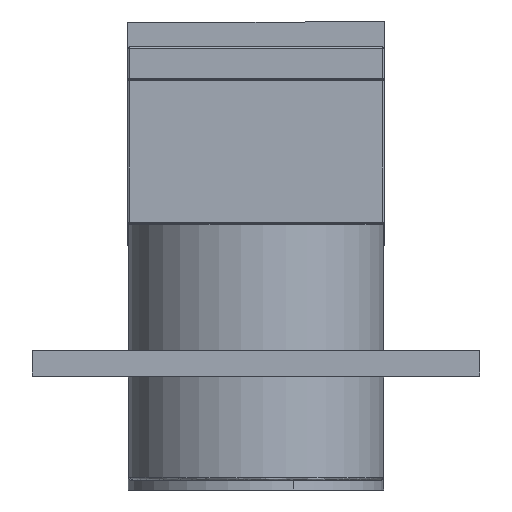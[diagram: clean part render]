
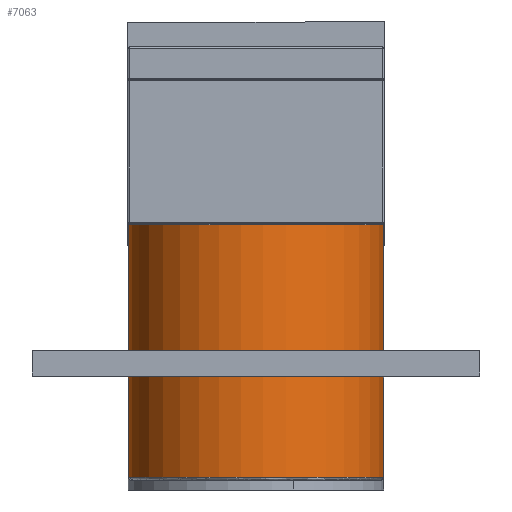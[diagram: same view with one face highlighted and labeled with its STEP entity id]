
A CAD part, front view. The second image highlights one B-rep face of the part: STEP entity #7063.
In plain terms, the highlighted cylindrical face has radius 20 mm (diameter 40 mm), a partial arc.
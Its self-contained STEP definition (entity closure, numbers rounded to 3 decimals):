
#87 = CIRCLE ( 'NONE', #5288, 20. ) ;
#576 = EDGE_LOOP ( 'NONE', ( #7431, #9843, #2906, #8614 ) ) ;
#771 = DIRECTION ( 'NONE',  ( 0., 0., -1. ) ) ;
#1354 = LINE ( 'NONE', #6783, #1491 ) ;
#1491 = VECTOR ( 'NONE', #7858, 1000. ) ;
#2115 = CARTESIAN_POINT ( 'NONE',  ( 0., 39.5, 20. ) ) ;
#2265 = LINE ( 'NONE', #6854, #4519 ) ;
#2544 = DIRECTION ( 'NONE',  ( 0., -1., 0. ) ) ;
#2906 = ORIENTED_EDGE ( 'NONE', *, *, #11148, .T. ) ;
#3018 = VERTEX_POINT ( 'NONE', #3084 ) ;
#3084 = CARTESIAN_POINT ( 'NONE',  ( 0., 0., -20. ) ) ;
#3550 = CARTESIAN_POINT ( 'NONE',  ( 0., 39.5, 0. ) ) ;
#4081 = DIRECTION ( 'NONE',  ( 0., -1., 0. ) ) ;
#4386 = DIRECTION ( 'NONE',  ( 0., -1., 0. ) ) ;
#4519 = VECTOR ( 'NONE', #4081, 1000. ) ;
#5288 = AXIS2_PLACEMENT_3D ( 'NONE', #7407, #5600, #6678 ) ;
#5600 = DIRECTION ( 'NONE',  ( 0., 1., 0. ) ) ;
#6412 = CARTESIAN_POINT ( 'NONE',  ( 0., 40., 0. ) ) ;
#6468 = DIRECTION ( 'NONE',  ( 0., 0., -1. ) ) ;
#6623 = CARTESIAN_POINT ( 'NONE',  ( 0., 39.5, -20. ) ) ;
#6678 = DIRECTION ( 'NONE',  ( 0., 0., -1. ) ) ;
#6783 = CARTESIAN_POINT ( 'NONE',  ( 0., 40., -20. ) ) ;
#6854 = CARTESIAN_POINT ( 'NONE',  ( 0., 40., 20. ) ) ;
#7063 = ADVANCED_FACE ( 'NONE', ( #9919 ), #10829, .T. ) ;
#7407 = CARTESIAN_POINT ( 'NONE',  ( 0., 0., 0. ) ) ;
#7431 = ORIENTED_EDGE ( 'NONE', *, *, #10539, .F. ) ;
#7858 = DIRECTION ( 'NONE',  ( 0., -1., 0. ) ) ;
#7941 = VERTEX_POINT ( 'NONE', #2115 ) ;
#8614 = ORIENTED_EDGE ( 'NONE', *, *, #10497, .T. ) ;
#8760 = CARTESIAN_POINT ( 'NONE',  ( 0., 0., 20. ) ) ;
#9667 = VERTEX_POINT ( 'NONE', #8760 ) ;
#9843 = ORIENTED_EDGE ( 'NONE', *, *, #10769, .T. ) ;
#9919 = FACE_OUTER_BOUND ( 'NONE', #576, .T. ) ;
#9971 = AXIS2_PLACEMENT_3D ( 'NONE', #3550, #4386, #771 ) ;
#10353 = VERTEX_POINT ( 'NONE', #6623 ) ;
#10497 = EDGE_CURVE ( 'NONE', #3018, #9667, #87, .T. ) ;
#10539 = EDGE_CURVE ( 'NONE', #7941, #9667, #2265, .T. ) ;
#10769 = EDGE_CURVE ( 'NONE', #7941, #10353, #11129, .T. ) ;
#10829 = CYLINDRICAL_SURFACE ( 'NONE', #10949, 20. ) ;
#10949 = AXIS2_PLACEMENT_3D ( 'NONE', #6412, #2544, #6468 ) ;
#11129 = CIRCLE ( 'NONE', #9971, 20. ) ;
#11148 = EDGE_CURVE ( 'NONE', #10353, #3018, #1354, .T. ) ;
